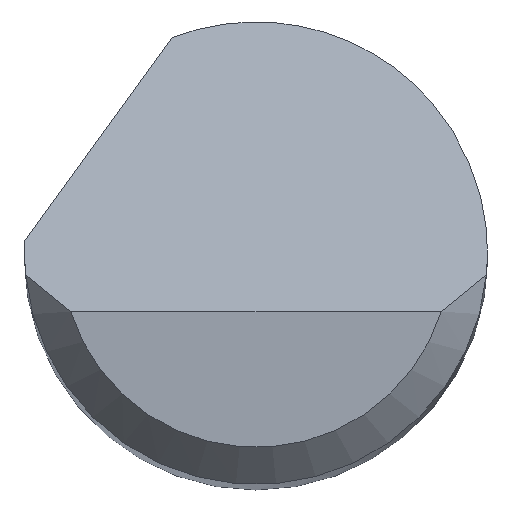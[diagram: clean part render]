
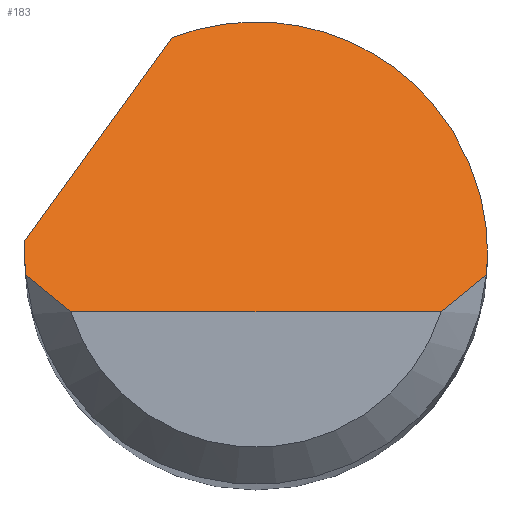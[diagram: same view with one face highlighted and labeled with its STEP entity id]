
A CAD part, top view. The second image highlights one B-rep face of the part: STEP entity #183.
In plain terms, the highlighted planar face has unit normal (0, 0.707, 0.707).
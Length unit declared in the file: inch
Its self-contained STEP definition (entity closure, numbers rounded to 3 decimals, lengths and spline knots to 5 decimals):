
#9 = B_SPLINE_CURVE_WITH_KNOTS ( 'NONE', 3,
 ( #534, #413, #31, #151 ),
 .UNSPECIFIED., .F., .F.,
 ( 4, 4 ),
 ( 0., 0.00071 ),
 .UNSPECIFIED. ) ;
#14 = CARTESIAN_POINT ( 'NONE',  ( 0.08157, -0.019, 1.49525 ) ) ;
#20 =( BOUNDED_CURVE ( )  B_SPLINE_CURVE ( 3, ( #600, #785, #215, #486 ),
 .UNSPECIFIED., .F., .T. ) 
 B_SPLINE_CURVE_WITH_KNOTS ( ( 4, 4 ),
 ( 1.5708, 1.66427 ),
 .UNSPECIFIED. ) 
 CURVE ( )  GEOMETRIC_REPRESENTATION_ITEM ( )  RATIONAL_B_SPLINE_CURVE ( ( 1., 0.999, 0.999, 1. ) ) 
 REPRESENTATION_ITEM ( '' )  );
#29 = CARTESIAN_POINT ( 'NONE',  ( 0.09375, 0., 1.47625 ) ) ;
#31 = CARTESIAN_POINT ( 'NONE',  ( -0.08157, -0.019, 1.49525 ) ) ;
#34 = ORIENTED_EDGE ( 'NONE', *, *, #535, .T. ) ;
#50 =( BOUNDED_CURVE ( )  B_SPLINE_CURVE ( 3, ( #730, #482, #667, #29 ),
 .UNSPECIFIED., .F., .T. ) 
 B_SPLINE_CURVE_WITH_KNOTS ( ( 4, 4 ),
 ( 5.91277, 7.85398 ),
 .UNSPECIFIED. ) 
 CURVE ( )  GEOMETRIC_REPRESENTATION_ITEM ( )  RATIONAL_B_SPLINE_CURVE ( ( 1., 0.71, 0.71, 1. ) ) 
 REPRESENTATION_ITEM ( '' )  );
#54 = EDGE_CURVE ( 'NONE', #304, #598, #720, .T. ) ;
#66 = ORIENTED_EDGE ( 'NONE', *, *, #314, .F. ) ;
#69 = CARTESIAN_POINT ( 'NONE',  ( -0.09334, -0.00875, 1.485 ) ) ;
#85 = CARTESIAN_POINT ( 'NONE',  ( 0.09375, 0., 1.47625 ) ) ;
#86 = VERTEX_POINT ( 'NONE', #551 ) ;
#114 =( BOUNDED_CURVE ( )  B_SPLINE_CURVE ( 3, ( #69, #454, #704, #770 ),
 .UNSPECIFIED., .F., .T. ) 
 B_SPLINE_CURVE_WITH_KNOTS ( ( 4, 4 ),
 ( 4.61892, 4.71239 ),
 .UNSPECIFIED. ) 
 CURVE ( )  GEOMETRIC_REPRESENTATION_ITEM ( )  RATIONAL_B_SPLINE_CURVE ( ( 1., 0.999, 0.999, 1. ) ) 
 REPRESENTATION_ITEM ( '' )  );
#132 = VECTOR ( 'NONE', #817, 39.37008 ) ;
#140 = EDGE_CURVE ( 'NONE', #209, #411, #813, .T. ) ;
#144 = DIRECTION ( 'NONE',  ( 0., -0.707, -0.707 ) ) ;
#150 = ORIENTED_EDGE ( 'NONE', *, *, #157, .F. ) ;
#151 = CARTESIAN_POINT ( 'NONE',  ( -0.07508, -0.02375, 1.5 ) ) ;
#157 = EDGE_CURVE ( 'NONE', #86, #304, #114, .T. ) ;
#179 = CARTESIAN_POINT ( 'NONE',  ( -0.09371, 0.00333, 1.47292 ) ) ;
#183 = ADVANCED_FACE ( 'NONE', ( #526 ), #529, .F. ) ;
#186 = CARTESIAN_POINT ( 'NONE',  ( -0.11014, -0.01781, 1.49406 ) ) ;
#190 = CARTESIAN_POINT ( 'NONE',  ( -0.09375, 0., 1.47625 ) ) ;
#195 = CARTESIAN_POINT ( 'NONE',  ( 0.08761, -0.01397, 1.49022 ) ) ;
#197 = ORIENTED_EDGE ( 'NONE', *, *, #555, .T. ) ;
#209 = VERTEX_POINT ( 'NONE', #269 ) ;
#213 = VERTEX_POINT ( 'NONE', #337 ) ;
#215 = CARTESIAN_POINT ( 'NONE',  ( 0.09361, -0.00584, 1.48209 ) ) ;
#232 = CARTESIAN_POINT ( 'NONE',  ( -0.09375, 0., 1.47625 ) ) ;
#233 = EDGE_LOOP ( 'NONE', ( #197, #819, #273, #353, #66, #308, #150, #34 ) ) ;
#247 = EDGE_CURVE ( 'NONE', #523, #515, #50, .T. ) ;
#259 = CARTESIAN_POINT ( 'NONE',  ( 0.07508, -0.02375, 1.5 ) ) ;
#269 = CARTESIAN_POINT ( 'NONE',  ( 0.07508, -0.02375, 1.5 ) ) ;
#273 = ORIENTED_EDGE ( 'NONE', *, *, #568, .F. ) ;
#275 = CARTESIAN_POINT ( 'NONE',  ( 0.09334, -0.00875, 1.485 ) ) ;
#283 = VECTOR ( 'NONE', #553, 39.37008 ) ;
#304 = VERTEX_POINT ( 'NONE', #190 ) ;
#308 = ORIENTED_EDGE ( 'NONE', *, *, #54, .F. ) ;
#314 = EDGE_CURVE ( 'NONE', #598, #523, #636, .T. ) ;
#322 = AXIS2_PLACEMENT_3D ( 'NONE', #581, #144, #404 ) ;
#337 = CARTESIAN_POINT ( 'NONE',  ( -0.07508, -0.02375, 1.5 ) ) ;
#353 = ORIENTED_EDGE ( 'NONE', *, *, #247, .F. ) ;
#359 = CARTESIAN_POINT ( 'NONE',  ( -0.09362, 0.005, 1.47125 ) ) ;
#404 = DIRECTION ( 'NONE',  ( 0., 0.707, -0.707 ) ) ;
#411 = VERTEX_POINT ( 'NONE', #592 ) ;
#413 = CARTESIAN_POINT ( 'NONE',  ( -0.08761, -0.01397, 1.49022 ) ) ;
#454 = CARTESIAN_POINT ( 'NONE',  ( -0.09361, -0.00584, 1.48209 ) ) ;
#482 = CARTESIAN_POINT ( 'NONE',  ( 0.03379, 0.11369, 1.36256 ) ) ;
#486 = CARTESIAN_POINT ( 'NONE',  ( 0.09334, -0.00875, 1.485 ) ) ;
#515 = VERTEX_POINT ( 'NONE', #85 ) ;
#523 = VERTEX_POINT ( 'NONE', #790 ) ;
#526 = FACE_OUTER_BOUND ( 'NONE', #233, .T. ) ;
#529 = PLANE ( 'NONE',  #322 ) ;
#534 = CARTESIAN_POINT ( 'NONE',  ( -0.09334, -0.00875, 1.485 ) ) ;
#535 = EDGE_CURVE ( 'NONE', #86, #213, #9, .T. ) ;
#551 = CARTESIAN_POINT ( 'NONE',  ( -0.09334, -0.00875, 1.485 ) ) ;
#553 = DIRECTION ( 'NONE',  ( 1., 0., 0. ) ) ;
#555 = EDGE_CURVE ( 'NONE', #213, #209, #795, .T. ) ;
#568 = EDGE_CURVE ( 'NONE', #515, #411, #20, .T. ) ;
#581 = CARTESIAN_POINT ( 'NONE',  ( -0.09375, -0.02375, 1.5 ) ) ;
#592 = CARTESIAN_POINT ( 'NONE',  ( 0.09334, -0.00875, 1.485 ) ) ;
#598 = VERTEX_POINT ( 'NONE', #359 ) ;
#600 = CARTESIAN_POINT ( 'NONE',  ( 0.09375, 0., 1.47625 ) ) ;
#612 = CARTESIAN_POINT ( 'NONE',  ( -0.09375, 0.00167, 1.47458 ) ) ;
#636 = LINE ( 'NONE', #186, #132 ) ;
#661 = CARTESIAN_POINT ( 'NONE',  ( 0., -0.02375, 1.5 ) ) ;
#667 = CARTESIAN_POINT ( 'NONE',  ( 0.09375, 0.07266, 1.40359 ) ) ;
#681 = CARTESIAN_POINT ( 'NONE',  ( -0.09362, 0.005, 1.47125 ) ) ;
#704 = CARTESIAN_POINT ( 'NONE',  ( -0.09375, -0.00292, 1.47917 ) ) ;
#720 =( BOUNDED_CURVE ( )  B_SPLINE_CURVE ( 3, ( #232, #612, #179, #681 ),
 .UNSPECIFIED., .F., .T. ) 
 B_SPLINE_CURVE_WITH_KNOTS ( ( 4, 4 ),
 ( 4.71239, 4.76575 ),
 .UNSPECIFIED. ) 
 CURVE ( )  GEOMETRIC_REPRESENTATION_ITEM ( )  RATIONAL_B_SPLINE_CURVE ( ( 1., 1., 1., 1. ) ) 
 REPRESENTATION_ITEM ( '' )  );
#730 = CARTESIAN_POINT ( 'NONE',  ( -0.03394, 0.08739, 1.38886 ) ) ;
#770 = CARTESIAN_POINT ( 'NONE',  ( -0.09375, 0., 1.47625 ) ) ;
#785 = CARTESIAN_POINT ( 'NONE',  ( 0.09375, -0.00292, 1.47917 ) ) ;
#790 = CARTESIAN_POINT ( 'NONE',  ( -0.03394, 0.08739, 1.38886 ) ) ;
#795 = LINE ( 'NONE', #661, #283 ) ;
#813 = B_SPLINE_CURVE_WITH_KNOTS ( 'NONE', 3,
 ( #259, #14, #195, #275 ),
 .UNSPECIFIED., .F., .F.,
 ( 4, 4 ),
 ( 0., 0.00071 ),
 .UNSPECIFIED. ) ;
#817 = DIRECTION ( 'NONE',  ( 0.456, 0.629, -0.629 ) ) ;
#819 = ORIENTED_EDGE ( 'NONE', *, *, #140, .T. ) ;
